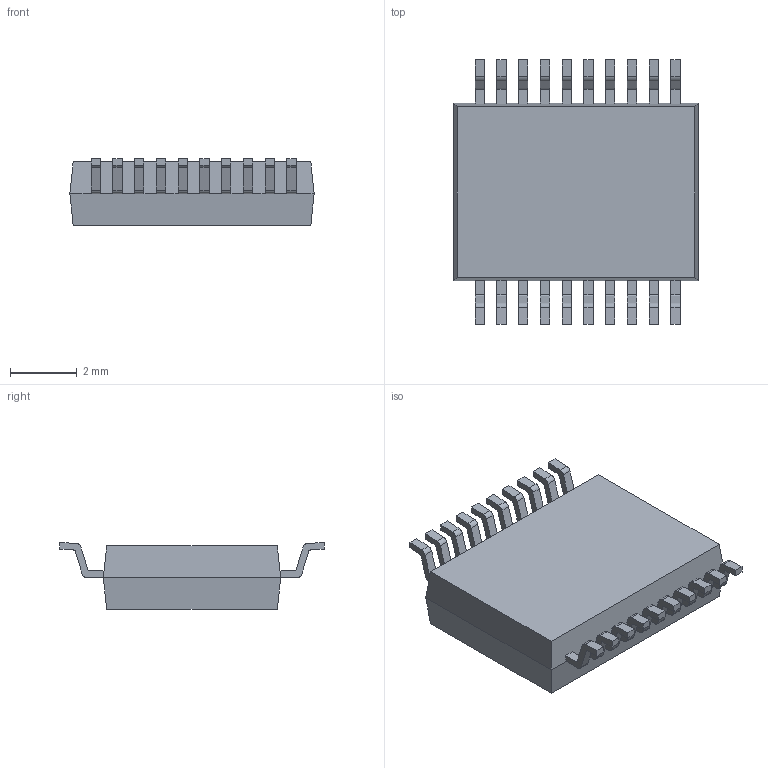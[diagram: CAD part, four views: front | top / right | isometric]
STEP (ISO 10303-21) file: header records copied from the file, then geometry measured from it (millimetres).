
FILE_DESCRIPTION((''),'2;1');
FILE_NAME('DB-20_TI','2010-10-20T',('Simon'),(''),'PRO/ENGINEER BY PARAMETRIC TECHNOLOGY CORPORATION, 2008400','PRO/ENGINEER BY PARAMETRIC TECHNOLOGY CORPORATION, 2008400','');
FILE_SCHEMA(('AUTOMOTIVE_DESIGN_CC2 { 1 2 10303 214 -1 1 5 2 }'));
Length unit declared in the file: millimetre
Products named in the file (1): DB-20_TI
Bounding box: 7.3 x 7.9 x 2 mm (x, y, z)
Volume: 73.3 mm3; surface area: 156.1 mm2
Topology: 1 solids, 1 shells, 273 faces, 766 edges, 496 vertices
Faces by surface type: plane 191, cylinder 82
Entity records: 11188 total; most frequent: CARTESIAN_POINT 1535, ORIENTED_EDGE 1532, DIRECTION 1476, PRESENTATION_STYLE_ASSIGNMENT 777, STYLED_ITEM 767, CURVE_STYLE 766, EDGE_CURVE 766, VECTOR 602
